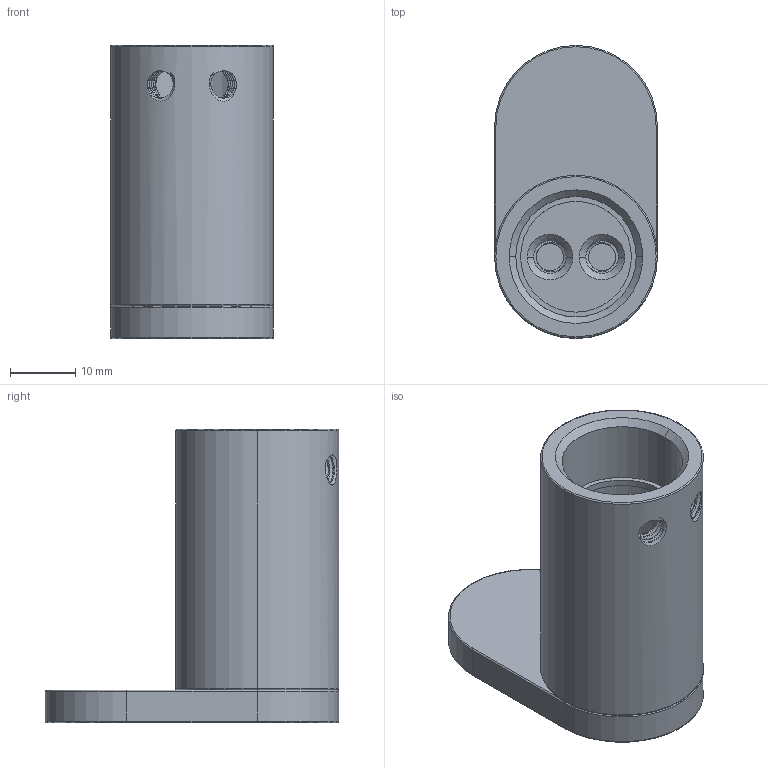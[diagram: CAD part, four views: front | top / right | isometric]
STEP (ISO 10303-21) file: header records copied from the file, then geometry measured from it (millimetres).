
FILE_DESCRIPTION((''),'2;1');
FILE_NAME('1G9001_ASM','2023-06-26T',('Administrator'),(''),'PRO/ENGINEER BY PARAMETRIC TECHNOLOGY CORPORATION, 2010280','PRO/ENGINEER BY PARAMETRIC TECHNOLOGY CORPORATION, 2010280','');
FILE_SCHEMA(('CONFIG_CONTROL_DESIGN'));
Length unit declared in the file: millimetre
Products named in the file (3): 2G9001-01CP_AF0; 2G9001-02CP_AF0; 1G9001_ASM
Assembly tree (2 placements, depth 2):
  1G9001_ASM
    2G9001-01CP_AF0
    2G9001-02CP_AF0
Bounding box: 25 x 45 x 45 mm (x, y, z)
Volume: 11268.6 mm3; surface area: 9668.1 mm2
Topology: 2 solids, 2 shells, 101 faces, 252 edges, 160 vertices
Faces by surface type: cylinder 52, bspline 22, plane 13, torus 8, cone 6
Entity records: 6584 total; most frequent: CARTESIAN_POINT 4314, ORIENTED_EDGE 504, DIRECTION 368, EDGE_CURVE 252, VERTEX_POINT 160, AXIS2_PLACEMENT_3D 144, EDGE_LOOP 114, B_SPLINE_CURVE_WITH_KNOTS 112
